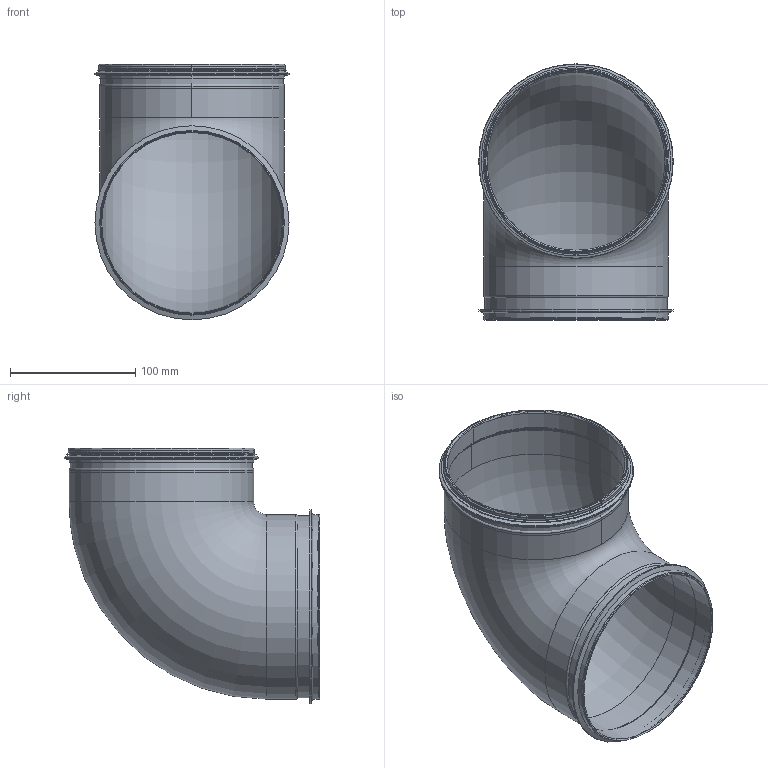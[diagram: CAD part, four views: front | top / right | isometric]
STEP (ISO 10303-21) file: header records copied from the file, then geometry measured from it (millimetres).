
FILE_DESCRIPTION(('STEP AP203'),'1');
FILE_NAME('.STP','2019-11-15T10:58:21',(' '),(' '),'Spatial InterOp 3D',' ',' ');
FILE_SCHEMA(('CONFIG_CONTROL_DESIGN'));
Length unit declared in the file: millimetre
Products named in the file (1): 1
Bounding box: 155.3 x 204.15 x 204.1 mm (x, y, z)
Volume: 88607.1 mm3; surface area: 273026.7 mm2
Topology: 3 solids, 5 shells, 90 faces, 184 edges, 104 vertices
Faces by surface type: cylinder 40, torus 28, cone 12, plane 10
Full cylindrical faces by diameter (mm): 144.1 x2, 145.3 x4, 146.1 x4, 147.3 x4, 154.898 x2
Entity records: 2184 total; most frequent: DIRECTION 438, CARTESIAN_POINT 333, ORIENTED_EDGE 284, AXIS2_PLACEMENT_3D 203, EDGE_CURVE 142, EDGE_LOOP 136, CIRCLE 110, VERTEX_POINT 98
